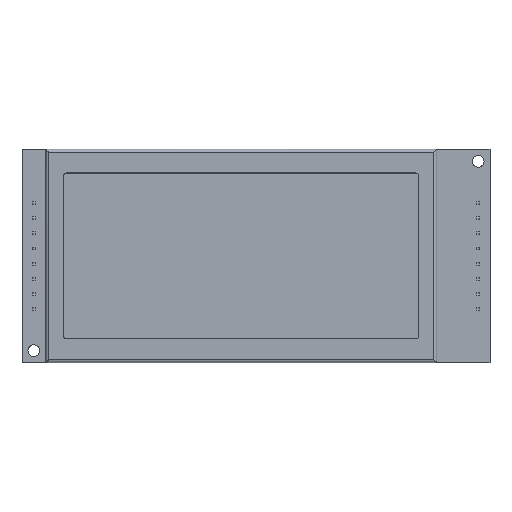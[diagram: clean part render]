
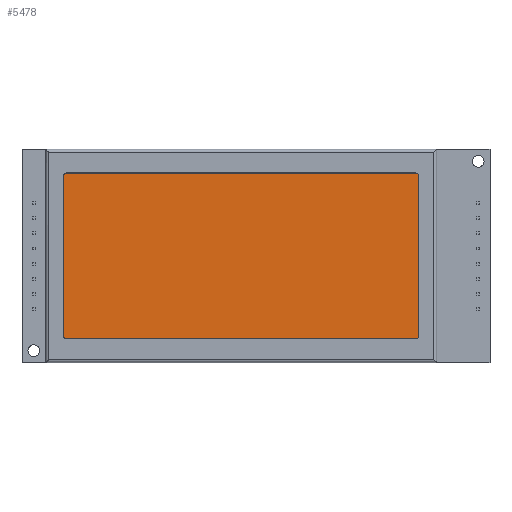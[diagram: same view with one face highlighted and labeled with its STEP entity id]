
A CAD part, top view. The second image highlights one B-rep face of the part: STEP entity #5478.
In plain terms, the highlighted planar face has unit normal (0, 0, 1).
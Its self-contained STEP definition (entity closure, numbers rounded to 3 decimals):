
#101 = ORIENTED_EDGE ( 'NONE', *, *, #5855, .F. ) ;
#123 = EDGE_LOOP ( 'NONE', ( #5123, #3569, #589, #101, #1210, #5751, #2225, #7065 ) ) ;
#514 = DIRECTION ( 'NONE',  ( 1., 0., 0. ) ) ;
#589 = ORIENTED_EDGE ( 'NONE', *, *, #940, .T. ) ;
#621 = EDGE_CURVE ( 'NONE', #3712, #6693, #6343, .T. ) ;
#688 = DIRECTION ( 'NONE',  ( 0., 1., 0. ) ) ;
#851 = CARTESIAN_POINT ( 'NONE',  ( 66.5, 32., 9.4 ) ) ;
#940 = EDGE_CURVE ( 'NONE', #2229, #4947, #1368, .T. ) ;
#993 = DIRECTION ( 'NONE',  ( 0., 0., 1. ) ) ;
#1009 = CARTESIAN_POINT ( 'NONE',  ( 7., 31.5, 9.4 ) ) ;
#1210 = ORIENTED_EDGE ( 'NONE', *, *, #2718, .T. ) ;
#1242 = CIRCLE ( 'NONE', #5230, 0.5 ) ;
#1368 = LINE ( 'NONE', #6411, #7205 ) ;
#1423 = LINE ( 'NONE', #4540, #2747 ) ;
#1712 = DIRECTION ( 'NONE',  ( 0., -1., 0. ) ) ;
#1716 = CARTESIAN_POINT ( 'NONE',  ( 66.5, 31.5, 9.4 ) ) ;
#1836 = CARTESIAN_POINT ( 'NONE',  ( 7., 4., 9.4 ) ) ;
#1858 = LINE ( 'NONE', #5558, #4705 ) ;
#2117 = LINE ( 'NONE', #4107, #3439 ) ;
#2216 = CIRCLE ( 'NONE', #2732, 0.5 ) ;
#2225 = ORIENTED_EDGE ( 'NONE', *, *, #3268, .T. ) ;
#2229 = VERTEX_POINT ( 'NONE', #851 ) ;
#2293 = DIRECTION ( 'NONE',  ( 1., 0., 0. ) ) ;
#2412 = DIRECTION ( 'NONE',  ( 1., 0., 0. ) ) ;
#2718 = EDGE_CURVE ( 'NONE', #5783, #3712, #1423, .T. ) ;
#2730 = DIRECTION ( 'NONE',  ( 1., 0., 0. ) ) ;
#2732 = AXIS2_PLACEMENT_3D ( 'NONE', #7287, #3897, #514 ) ;
#2747 = VECTOR ( 'NONE', #1712, 1000. ) ;
#2799 = CARTESIAN_POINT ( 'NONE',  ( 66.5, 4., 9.4 ) ) ;
#3268 = EDGE_CURVE ( 'NONE', #6693, #4173, #1858, .T. ) ;
#3315 = CARTESIAN_POINT ( 'NONE',  ( 66.5, 4.5, 9.4 ) ) ;
#3439 = VECTOR ( 'NONE', #688, 1000. ) ;
#3569 = ORIENTED_EDGE ( 'NONE', *, *, #6439, .F. ) ;
#3712 = VERTEX_POINT ( 'NONE', #3993 ) ;
#3795 = AXIS2_PLACEMENT_3D ( 'NONE', #5474, #993, #4644 ) ;
#3894 = DIRECTION ( 'NONE',  ( 1., 0., 0. ) ) ;
#3897 = DIRECTION ( 'NONE',  ( 0., 0., -1. ) ) ;
#3952 = CARTESIAN_POINT ( 'NONE',  ( 7.5, 32., 9.4 ) ) ;
#3993 = CARTESIAN_POINT ( 'NONE',  ( 7., 4.5, 9.4 ) ) ;
#4087 = AXIS2_PLACEMENT_3D ( 'NONE', #3315, #7283, #3894 ) ;
#4107 = CARTESIAN_POINT ( 'NONE',  ( 67., 18., 9.4 ) ) ;
#4127 = DIRECTION ( 'NONE',  ( -1., 0., 0. ) ) ;
#4173 = VERTEX_POINT ( 'NONE', #2799 ) ;
#4379 = VERTEX_POINT ( 'NONE', #7132 ) ;
#4540 = CARTESIAN_POINT ( 'NONE',  ( 7., 18., 9.4 ) ) ;
#4608 = VERTEX_POINT ( 'NONE', #5762 ) ;
#4644 = DIRECTION ( 'NONE',  ( 1., 0., 0. ) ) ;
#4664 = PLANE ( 'NONE',  #5688 ) ;
#4705 = VECTOR ( 'NONE', #2730, 1000. ) ;
#4798 = CIRCLE ( 'NONE', #4087, 0.5 ) ;
#4947 = VERTEX_POINT ( 'NONE', #3952 ) ;
#5123 = ORIENTED_EDGE ( 'NONE', *, *, #6092, .T. ) ;
#5230 = AXIS2_PLACEMENT_3D ( 'NONE', #1716, #5695, #2293 ) ;
#5474 = CARTESIAN_POINT ( 'NONE',  ( 7.5, 4.5, 9.4 ) ) ;
#5478 = ADVANCED_FACE ( 'NONE', ( #6399 ), #4664, .T. ) ;
#5558 = CARTESIAN_POINT ( 'NONE',  ( 37., 4., 9.4 ) ) ;
#5688 = AXIS2_PLACEMENT_3D ( 'NONE', #1836, #5803, #2412 ) ;
#5695 = DIRECTION ( 'NONE',  ( 0., 0., -1. ) ) ;
#5751 = ORIENTED_EDGE ( 'NONE', *, *, #621, .T. ) ;
#5762 = CARTESIAN_POINT ( 'NONE',  ( 67., 31.5, 9.4 ) ) ;
#5783 = VERTEX_POINT ( 'NONE', #1009 ) ;
#5803 = DIRECTION ( 'NONE',  ( 0., 0., 1. ) ) ;
#5855 = EDGE_CURVE ( 'NONE', #5783, #4947, #2216, .T. ) ;
#6092 = EDGE_CURVE ( 'NONE', #4379, #4608, #2117, .T. ) ;
#6343 = CIRCLE ( 'NONE', #3795, 0.5 ) ;
#6348 = EDGE_CURVE ( 'NONE', #4379, #4173, #4798, .T. ) ;
#6399 = FACE_OUTER_BOUND ( 'NONE', #123, .T. ) ;
#6411 = CARTESIAN_POINT ( 'NONE',  ( 37., 32., 9.4 ) ) ;
#6439 = EDGE_CURVE ( 'NONE', #2229, #4608, #1242, .T. ) ;
#6474 = CARTESIAN_POINT ( 'NONE',  ( 7.5, 4., 9.4 ) ) ;
#6693 = VERTEX_POINT ( 'NONE', #6474 ) ;
#7065 = ORIENTED_EDGE ( 'NONE', *, *, #6348, .F. ) ;
#7132 = CARTESIAN_POINT ( 'NONE',  ( 67., 4.5, 9.4 ) ) ;
#7205 = VECTOR ( 'NONE', #4127, 1000. ) ;
#7283 = DIRECTION ( 'NONE',  ( 0., 0., -1. ) ) ;
#7287 = CARTESIAN_POINT ( 'NONE',  ( 7.5, 31.5, 9.4 ) ) ;
